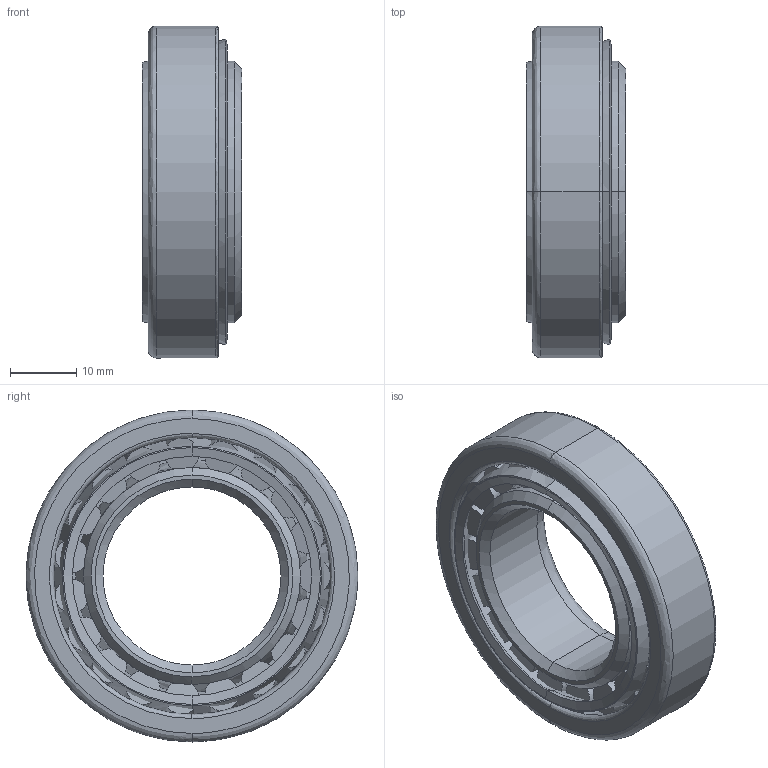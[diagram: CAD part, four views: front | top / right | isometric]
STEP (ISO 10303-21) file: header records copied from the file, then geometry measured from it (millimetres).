
FILE_DESCRIPTION (( 'STEP AP203' ), '1' );
FILE_NAME ('SKF_L 44649_610_1_1_REV_.step', '2025-08-17T04:52:10', ( '' ), ( '' ), 'SwSTEP 2.0', 'SolidWorks 2024', '' );
FILE_SCHEMA (( 'CONFIG_CONTROL_DESIGN' ));
Length unit declared in the file: inch
Products named in the file (1): SKF_L 44649_610_1_1_REV_
Bounding box: 15.13 x 50.29 x 50.29 mm (x, y, z)
Surface area: 15075 mm2 (no closed solid volume)
Topology: 0 solids, 22 shells, 118 faces, 212 edges, 136 vertices
Faces by surface type: cone 58, plane 42, bspline 10, cylinder 8
Entity records: 3878 total; most frequent: CARTESIAN_POINT 1550, DIRECTION 504, ORIENTED_EDGE 420, AXIS2_PLACEMENT_3D 219, EDGE_CURVE 212, VERTEX_POINT 136, EDGE_LOOP 122, ADVANCED_FACE 118
